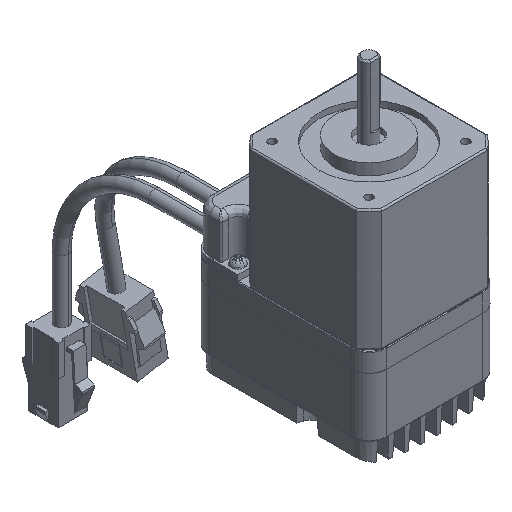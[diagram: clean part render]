
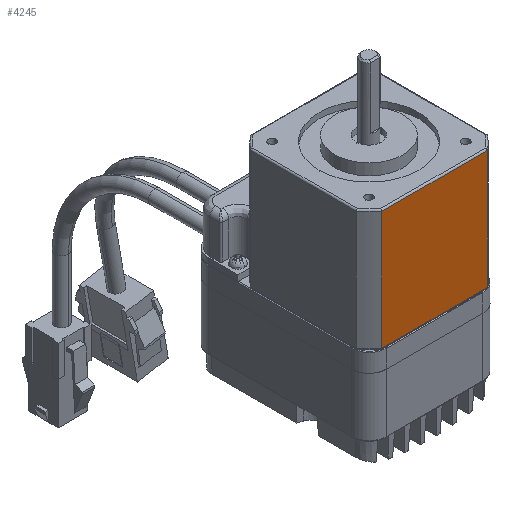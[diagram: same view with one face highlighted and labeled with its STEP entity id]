
A CAD part, isometric view. The second image highlights one B-rep face of the part: STEP entity #4245.
In plain terms, the highlighted planar face has unit normal (0, -1, 0).
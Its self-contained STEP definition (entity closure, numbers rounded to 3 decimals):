
#2088 = CARTESIAN_POINT ( 'NONE',  ( 0., -3.5, 44.5 ) ) ;
#2090 = DIRECTION ( 'NONE',  ( -1., 0., 0. ) ) ;
#2341 = DIRECTION ( 'NONE',  ( 0., 0., 1. ) ) ;
#2342 = CARTESIAN_POINT ( 'NONE',  ( 16.971, -3.5, 25.5 ) ) ;
#2349 = CARTESIAN_POINT ( 'NONE',  ( -16.971, -3.5, 25.5 ) ) ;
#2351 = DIRECTION ( 'NONE',  ( 0., 0., 1. ) ) ;
#2357 = CARTESIAN_POINT ( 'NONE',  ( 0., -3.5, 6.5 ) ) ;
#2358 = DIRECTION ( 'NONE',  ( -1., 0., 0. ) ) ;
#3459 = VERTEX_POINT ( 'NONE', #10903 ) ;
#3479 = VERTEX_POINT ( 'NONE', #10930 ) ;
#3531 = VERTEX_POINT ( 'NONE', #11000 ) ;
#3538 = VERTEX_POINT ( 'NONE', #11008 ) ;
#4245 = ADVANCED_FACE ( 'NONE', ( #27042 ), #20515, .T. ) ;
#10903 = CARTESIAN_POINT ( 'NONE',  ( 16.971, -3.5, 44.5 ) ) ;
#10930 = CARTESIAN_POINT ( 'NONE',  ( -16.971, -3.5, 44.5 ) ) ;
#11000 = CARTESIAN_POINT ( 'NONE',  ( 16.971, -3.5, 6.5 ) ) ;
#11008 = CARTESIAN_POINT ( 'NONE',  ( -16.971, -3.5, 6.5 ) ) ;
#11650 = EDGE_CURVE ( 'NONE', #3459, #3479, #18036, .T. ) ;
#11721 = EDGE_CURVE ( 'NONE', #3531, #3459, #18118, .T. ) ;
#11723 = EDGE_CURVE ( 'NONE', #3538, #3479, #18154, .T. ) ;
#11724 = EDGE_CURVE ( 'NONE', #3531, #3538, #18155, .T. ) ;
#18036 = LINE ( 'NONE', #2088, #18037 ) ;
#18037 = VECTOR ( 'NONE', #2090, 1000. ) ;
#18118 = LINE ( 'NONE', #2342, #18153 ) ;
#18153 = VECTOR ( 'NONE', #2351, 1000. ) ;
#18154 = LINE ( 'NONE', #2349, #18156 ) ;
#18155 = LINE ( 'NONE', #2357, #18158 ) ;
#18156 = VECTOR ( 'NONE', #2341, 1000. ) ;
#18158 = VECTOR ( 'NONE', #2358, 1000. ) ;
#19626 = AXIS2_PLACEMENT_3D ( 'NONE', #20490, #20516, #20717 ) ;
#20490 = CARTESIAN_POINT ( 'NONE',  ( -16.971, -3.5, 6. ) ) ;
#20515 = PLANE ( 'NONE',  #19626 ) ;
#20516 = DIRECTION ( 'NONE',  ( 0., -1., 0. ) ) ;
#20717 = DIRECTION ( 'NONE',  ( 1., 0., 0. ) ) ;
#25207 = ORIENTED_EDGE ( 'NONE', *, *, #11724, .F. ) ;
#25208 = ORIENTED_EDGE ( 'NONE', *, *, #11723, .F. ) ;
#25209 = ORIENTED_EDGE ( 'NONE', *, *, #11650, .T. ) ;
#25210 = ORIENTED_EDGE ( 'NONE', *, *, #11721, .T. ) ;
#26660 = EDGE_LOOP ( 'NONE', ( #25210, #25209, #25208, #25207 ) ) ;
#27042 = FACE_OUTER_BOUND ( 'NONE', #26660, .T. ) ;
